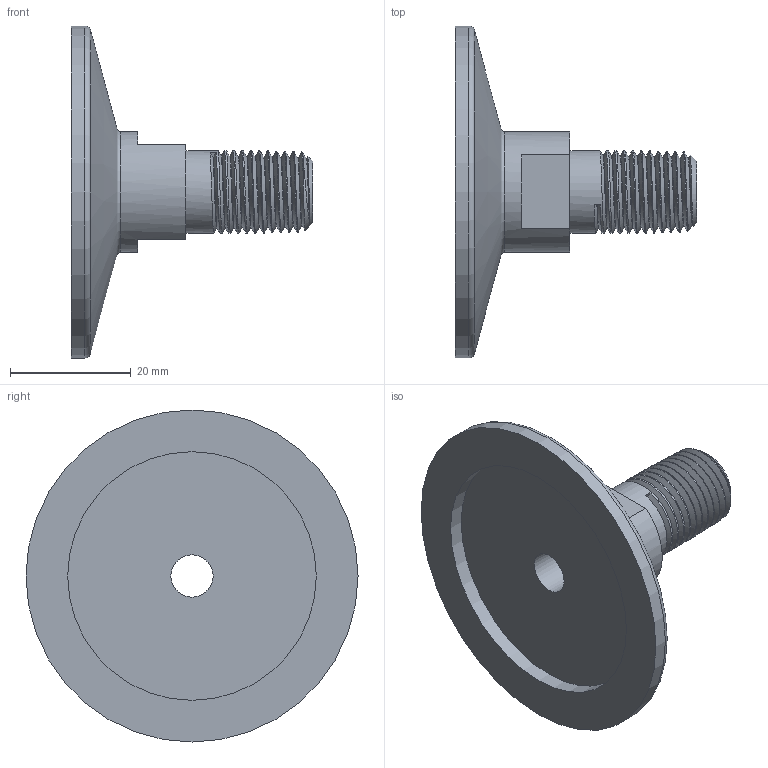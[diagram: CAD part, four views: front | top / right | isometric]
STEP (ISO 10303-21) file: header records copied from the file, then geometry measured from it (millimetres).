
FILE_DESCRIPTION (( 'STEP AP214' ), '1' );
FILE_NAME ('1KF40NM14FULLVAC.STEP', '2025-04-17T12:48:33', ( '' ), ( '' ), 'SwSTEP 2.0', 'SolidWorks 2017', '' );
FILE_SCHEMA (( 'AUTOMOTIVE_DESIGN' ));
Length unit declared in the file: millimetre
Products named in the file (1): 1KF40NM14FULLVAC
Bounding box: 40 x 55 x 55 mm (x, y, z)
Volume: 13886.7 mm3; surface area: 8357.9 mm2
Topology: 1 solids, 1 shells, 28 faces, 72 edges, 48 vertices
Faces by surface type: plane 10, cylinder 9, bspline 4, cone 3, torus 2
Full cylindrical faces by diameter (mm): 7 x1, 13.72 x4, 20 x1, 41.2 x1, 55 x1
Entity records: 10031 total; most frequent: CARTESIAN_POINT 9522, DIRECTION 91, ORIENTED_EDGE 88, EDGE_CURVE 44, AXIS2_PLACEMENT_3D 40, EDGE_LOOP 37, VERTEX_POINT 33, FACE_OUTER_BOUND 31
